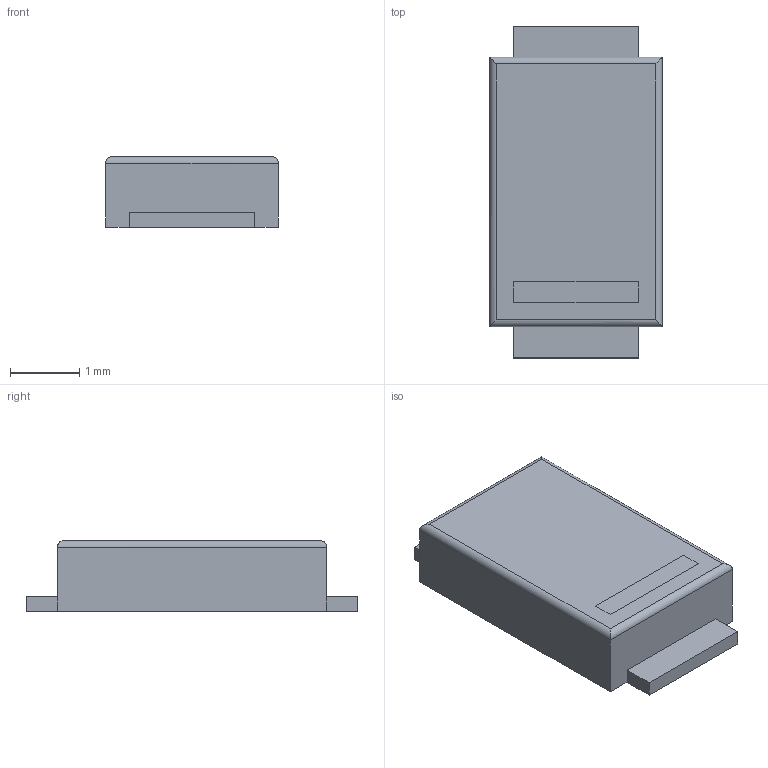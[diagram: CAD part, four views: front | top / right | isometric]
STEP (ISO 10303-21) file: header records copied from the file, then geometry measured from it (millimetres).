
FILE_DESCRIPTION (( 'STEP AP214' ), '1' );
FILE_NAME ('AB8C0DE4-D2F1-47A4-923F-A50FA5299C46.STEP', '2023-03-01T15:25:58', ( '' ), ( '' ), 'SwSTEP 2.0', 'SolidWorks 2022', '' );
FILE_SCHEMA (( 'AUTOMOTIVE_DESIGN' ));
Length unit declared in the file: millimetre
Products named in the file (1): AB8C0DE4-D2F1-47A4-923F-A50FA5299C46
Bounding box: 2.5 x 4.8 x 1.02 mm (x, y, z)
Volume: 10.3 mm3; surface area: 42.1 mm2
Topology: 4 solids, 4 shells, 41 faces, 92 edges, 60 vertices
Faces by surface type: plane 37, cylinder 4
Entity records: 1175 total; most frequent: CARTESIAN_POINT 206, ORIENTED_EDGE 184, DIRECTION 172, EDGE_CURVE 92, VECTOR 88, LINE 88, VERTEX_POINT 60, EDGE_LOOP 42
